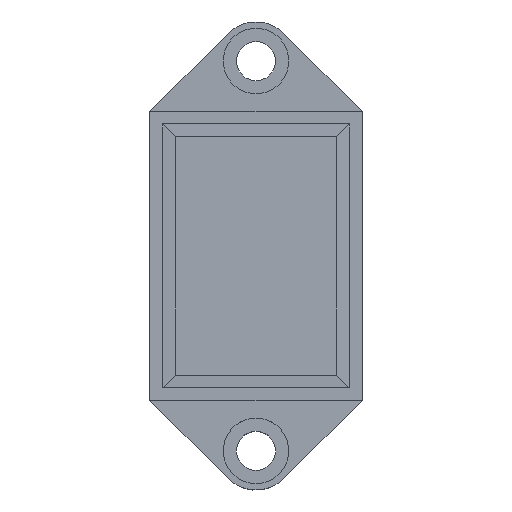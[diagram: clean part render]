
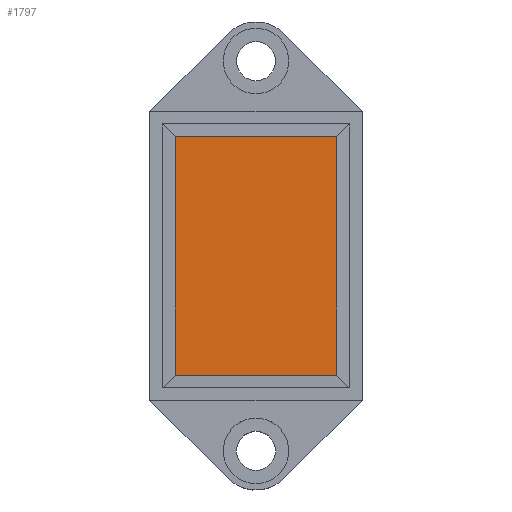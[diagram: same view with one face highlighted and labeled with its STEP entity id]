
A CAD part, top view. The second image highlights one B-rep face of the part: STEP entity #1797.
In plain terms, the highlighted planar face has unit normal (0, 0, 1).
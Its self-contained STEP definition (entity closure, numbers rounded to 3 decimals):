
#651=DIRECTION('',(0.,1.,0.));
#652=VECTOR('',#651,28.);
#653=CARTESIAN_POINT('',(-9.5,-14.,9.45));
#654=LINE('',#653,#652);
#658=DIRECTION('',(-1.,0.,0.));
#659=VECTOR('',#658,19.);
#660=CARTESIAN_POINT('',(9.5,14.,9.45));
#661=LINE('',#660,#659);
#665=DIRECTION('',(0.,1.,0.));
#666=VECTOR('',#665,28.);
#667=CARTESIAN_POINT('',(9.5,-14.,9.45));
#668=LINE('',#667,#666);
#672=DIRECTION('',(-1.,0.,0.));
#673=VECTOR('',#672,19.);
#674=CARTESIAN_POINT('',(9.5,-14.,9.45));
#675=LINE('',#674,#673);
#1183=CARTESIAN_POINT('',(-9.5,-14.,9.45));
#1184=CARTESIAN_POINT('',(-9.5,14.,9.45));
#1185=VERTEX_POINT('',#1183);
#1186=VERTEX_POINT('',#1184);
#1187=CARTESIAN_POINT('',(9.5,-14.,9.45));
#1188=VERTEX_POINT('',#1187);
#1189=CARTESIAN_POINT('',(9.5,14.,9.45));
#1190=VERTEX_POINT('',#1189);
#1786=CARTESIAN_POINT('',(9.5,-14.,9.45));
#1787=DIRECTION('',(0.,0.,1.));
#1788=DIRECTION('',(0.,1.,0.));
#1789=AXIS2_PLACEMENT_3D('',#1786,#1787,#1788);
#1790=PLANE('',#1789);
#1791=ORIENTED_EDGE('',*,*,#1700,.T.);
#1792=ORIENTED_EDGE('',*,*,#1726,.F.);
#1793=ORIENTED_EDGE('',*,*,#1750,.F.);
#1794=ORIENTED_EDGE('',*,*,#1772,.T.);
#1795=EDGE_LOOP('',(#1791,#1792,#1793,#1794));
#1796=FACE_OUTER_BOUND('',#1795,.F.);
#1797=ADVANCED_FACE('',(#1796),#1790,.T.);
#1700=EDGE_CURVE('',#1185,#1186,#654,.T.);
#1726=EDGE_CURVE('',#1190,#1186,#661,.T.);
#1750=EDGE_CURVE('',#1188,#1190,#668,.T.);
#1772=EDGE_CURVE('',#1188,#1185,#675,.T.);
